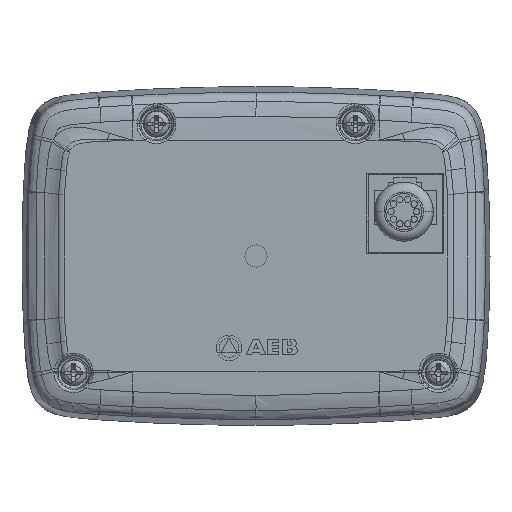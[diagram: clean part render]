
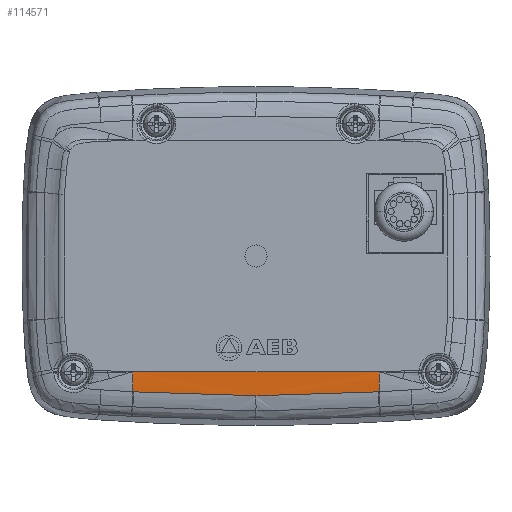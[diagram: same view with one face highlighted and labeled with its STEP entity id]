
A CAD part, front view. The second image highlights one B-rep face of the part: STEP entity #114571.
In plain terms, the highlighted cylindrical face has radius 47 mm (diameter 94 mm), a partial arc.
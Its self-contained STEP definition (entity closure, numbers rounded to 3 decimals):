
#22951=CARTESIAN_POINT('',(25.,-17.324,
-27.559));
#22953=CARTESIAN_POINT('',(25.,29.5,
-23.5));
#22954=DIRECTION('',(-1.,0.,0.));
#22955=DIRECTION('',(0.,-0.996,-0.086));
#22956=AXIS2_PLACEMENT_3D('',#22953,#22954,#22955);
#27969=CARTESIAN_POINT('',(0.,-17.248,
-28.359));
#27970=CARTESIAN_POINT('',(-0.175,-17.248,
-28.359));
#27971=CARTESIAN_POINT('',(-4.411,-17.249,
-28.355));
#27972=CARTESIAN_POINT('',(-12.695,-17.264,
-28.209));
#27973=CARTESIAN_POINT('',(-20.798,-17.302,
-27.819));
#27974=CARTESIAN_POINT('',(-24.842,-17.323,
-27.57));
#27975=CARTESIAN_POINT('',(-24.842,-17.323,
-27.57));
#27977=CARTESIAN_POINT('',(-24.842,-17.324,
-27.569));
#27978=CARTESIAN_POINT('',(-24.859,-17.324,
-27.568));
#27979=CARTESIAN_POINT('',(-24.893,-17.324,
-27.566));
#27980=CARTESIAN_POINT('',(-24.947,-17.324,
-27.563));
#27981=CARTESIAN_POINT('',(-24.982,-17.324,
-27.56));
#27982=CARTESIAN_POINT('',(-25.,-17.324,
-27.559));
#27984=DIRECTION('',(1.,0.,0.));
#27985=VECTOR('',#27984,50.);
#27986=CARTESIAN_POINT('',(-25.,-17.5,
-23.5));
#27987=LINE('',#27986,#27985);
#27988=CARTESIAN_POINT('',(25.,-17.324,
-27.559));
#27989=CARTESIAN_POINT('',(24.982,-17.324,
-27.56));
#27990=CARTESIAN_POINT('',(24.947,-17.324,
-27.563));
#27991=CARTESIAN_POINT('',(24.893,-17.324,
-27.566));
#27992=CARTESIAN_POINT('',(24.859,-17.324,
-27.568));
#27993=CARTESIAN_POINT('',(24.842,-17.324,
-27.569));
#27995=CARTESIAN_POINT('',(24.842,-17.323,
-27.57));
#27996=CARTESIAN_POINT('',(24.842,-17.323,
-27.57));
#27997=CARTESIAN_POINT('',(20.798,-17.302,
-27.819));
#27998=CARTESIAN_POINT('',(12.695,-17.264,
-28.209));
#27999=CARTESIAN_POINT('',(4.411,-17.249,
-28.355));
#28000=CARTESIAN_POINT('',(0.175,-17.248,
-28.359));
#28001=CARTESIAN_POINT('',(0.,-17.248,
-28.359));
#28430=CARTESIAN_POINT('',(-25.,29.5,
-23.5));
#28431=DIRECTION('',(1.,0.,0.));
#28432=DIRECTION('',(0.,-1.,0.));
#28433=AXIS2_PLACEMENT_3D('',#28430,#28431,#28432);
#50799=VERTEX_POINT('',#22951);
#50800=CARTESIAN_POINT('',(25.,-17.5,-23.5));
#50801=VERTEX_POINT('',#50800);
#50929=CARTESIAN_POINT('',(-25.,-17.5,
-23.5));
#50930=VERTEX_POINT('',#50929);
#51417=VERTEX_POINT('',#27969);
#51418=VERTEX_POINT('',#27975);
#51419=VERTEX_POINT('',#27982);
#51420=VERTEX_POINT('',#27993);
#114552=CARTESIAN_POINT('',(0.,29.5,-23.5));
#114553=DIRECTION('',(1.,0.,0.));
#114554=DIRECTION('',(0.,1.,0.));
#114555=AXIS2_PLACEMENT_3D('',#114552,#114553,#114554);
#114556=CYLINDRICAL_SURFACE('',#114555,47.);
#114558=ORIENTED_EDGE('',*,*,#114557,.T.);
#114560=ORIENTED_EDGE('',*,*,#114559,.T.);
#114562=ORIENTED_EDGE('',*,*,#114561,.F.);
#114563=ORIENTED_EDGE('',*,*,#106103,.T.);
#114564=ORIENTED_EDGE('',*,*,#103812,.F.);
#114566=ORIENTED_EDGE('',*,*,#114565,.T.);
#114568=ORIENTED_EDGE('',*,*,#114567,.T.);
#114569=EDGE_LOOP('',(#114558,#114560,#114562,#114563,#114564,#114566,#114568));
#114570=FACE_OUTER_BOUND('',#114569,.F.);
#22957=CIRCLE('',#22956,47.);
#27976=B_SPLINE_CURVE_WITH_KNOTS('',3,(#27969,#27970,#27971,#27972,#27973,
#27974,#27975),.UNSPECIFIED.,.F.,.F.,(4,1,1,1,4),(0.,0.021,
0.511,1.,1.),.UNSPECIFIED.);
#27983=B_SPLINE_CURVE_WITH_KNOTS('',3,(#27977,#27978,#27979,#27980,#27981,
#27982),.UNSPECIFIED.,.F.,.F.,(4,1,1,4),(0.,0.332,
0.666,1.),.UNSPECIFIED.);
#27994=B_SPLINE_CURVE_WITH_KNOTS('',3,(#27988,#27989,#27990,#27991,#27992,
#27993),.UNSPECIFIED.,.F.,.F.,(4,1,1,4),(0.,0.334,
0.668,1.),.UNSPECIFIED.);
#28002=B_SPLINE_CURVE_WITH_KNOTS('',3,(#27995,#27996,#27997,#27998,#27999,
#28000,#28001),.UNSPECIFIED.,.F.,.F.,(4,1,1,1,4),(0.,0.,
0.489,0.979,1.),.UNSPECIFIED.);
#28434=CIRCLE('',#28433,47.);
#103812=EDGE_CURVE('',#50799,#50801,#22957,.T.);
#106103=EDGE_CURVE('',#50930,#50801,#27987,.T.);
#114557=EDGE_CURVE('',#51417,#51418,#27976,.T.);
#114559=EDGE_CURVE('',#51418,#51419,#27983,.T.);
#114561=EDGE_CURVE('',#50930,#51419,#28434,.T.);
#114565=EDGE_CURVE('',#50799,#51420,#27994,.T.);
#114567=EDGE_CURVE('',#51420,#51417,#28002,.T.);
#114571=ADVANCED_FACE('',(#114570),#114556,.T.);
